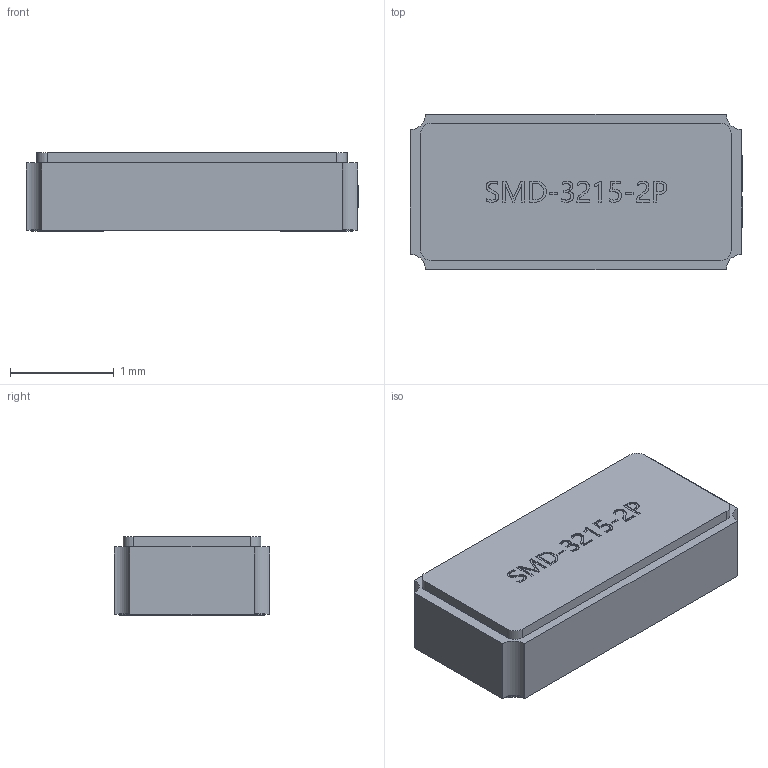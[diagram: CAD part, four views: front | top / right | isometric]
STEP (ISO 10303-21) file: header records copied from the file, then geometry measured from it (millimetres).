
FILE_DESCRIPTION(/* description */ (''),/* implementation_level */ '2;1');
FILE_NAME(/* name */ 'X1.step',/* time_stamp */ '2022-10-03T13:21:53+08:00',/* author */ (''),/* organization */ (''),/* preprocessor_version */ 'ST-DEVELOPER v19',/* originating_system */ 'Autodesk Translation Framework v11.7.0.108',/* authorisation */ '');
FILE_SCHEMA (('AUTOMOTIVE_DESIGN { 1 0 10303 214 3 1 1 }'));
Length unit declared in the file: millimetre
Products named in the file (3): X1; FC-135R_L3.2-W1.5; COMPOUND (10)
Assembly tree (2 placements, depth 3):
  X1
    FC-135R_L3.2-W1.5
      COMPOUND (10)
Bounding box: 3.2 x 1.5 x 0.76 mm (x, y, z)
Volume: 3.5 mm3; surface area: 20.5 mm2
Topology: 16 solids, 16 shells, 465 faces, 1236 edges, 824 vertices
Faces by surface type: plane 278, bspline 175, cylinder 12
Entity records: 19409 total; most frequent: CARTESIAN_POINT 8227, ORIENTED_EDGE 2472, DIRECTION 1672, EDGE_CURVE 1236, LINE 862, VECTOR 862, VERTEX_POINT 824, EDGE_LOOP 498
